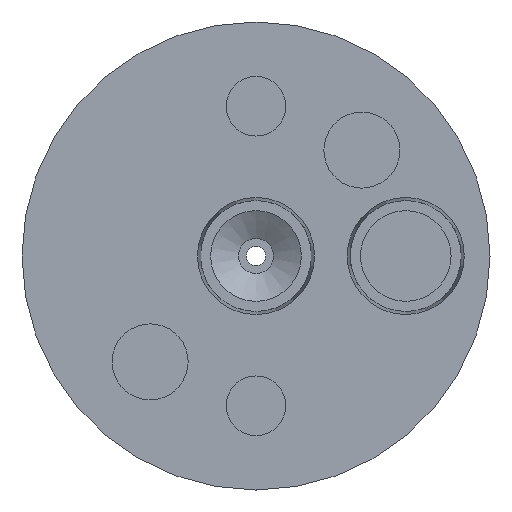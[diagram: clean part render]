
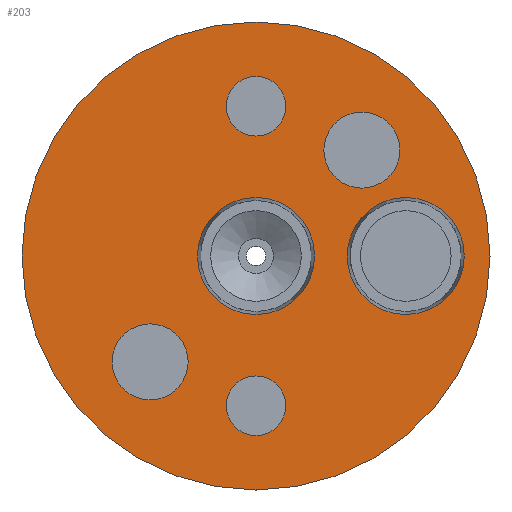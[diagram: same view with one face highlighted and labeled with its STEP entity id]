
A CAD part, front view. The second image highlights one B-rep face of the part: STEP entity #203.
In plain terms, the highlighted planar face has unit normal (0, -1, 0).
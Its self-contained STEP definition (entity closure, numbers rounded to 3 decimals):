
#52 = DIRECTION ( 'NONE',  ( 0., 0., -1. ) ) ;
#60 = ORIENTED_EDGE ( 'NONE', *, *, #2164, .F. ) ;
#64 = AXIS2_PLACEMENT_3D ( 'NONE', #1095, #2172, #52 ) ;
#94 = CARTESIAN_POINT ( 'NONE',  ( 10.16, -12.7, 0. ) ) ;
#107 = DIRECTION ( 'NONE',  ( 0., 1., 0. ) ) ;
#119 = CARTESIAN_POINT ( 'NONE',  ( -7.184, -12.7, -7.184 ) ) ;
#130 = CARTESIAN_POINT ( 'NONE',  ( 0., -12.7, 10.16 ) ) ;
#131 = EDGE_LOOP ( 'NONE', ( #463 ) ) ;
#203 = ADVANCED_FACE ( 'NONE', ( #1321, #427, #283, #1344, #1546, #450, #1001 ), #1142, .T. ) ;
#223 = AXIS2_PLACEMENT_3D ( 'NONE', #119, #775, #1190 ) ;
#233 = CARTESIAN_POINT ( 'NONE',  ( 0., -12.7, -10.16 ) ) ;
#273 = DIRECTION ( 'NONE',  ( 0., 0., -1. ) ) ;
#283 = FACE_BOUND ( 'NONE', #1592, .T. ) ;
#307 = CARTESIAN_POINT ( 'NONE',  ( 7.184, -12.7, 7.184 ) ) ;
#333 = AXIS2_PLACEMENT_3D ( 'NONE', #307, #1730, #792 ) ;
#403 = CARTESIAN_POINT ( 'NONE',  ( 0., -12.7, 0. ) ) ;
#411 = EDGE_CURVE ( 'NONE', #1710, #1710, #1776, .T. ) ;
#427 = FACE_BOUND ( 'NONE', #861, .T. ) ;
#450 = FACE_BOUND ( 'NONE', #131, .T. ) ;
#463 = ORIENTED_EDGE ( 'NONE', *, *, #796, .F. ) ;
#480 = VERTEX_POINT ( 'NONE', #2263 ) ;
#498 = DIRECTION ( 'NONE',  ( 0., -1., 0. ) ) ;
#621 = CIRCLE ( 'NONE', #223, 2.58 ) ;
#652 = CARTESIAN_POINT ( 'NONE',  ( -7.184, -12.7, -9.764 ) ) ;
#718 = EDGE_CURVE ( 'NONE', #1697, #1697, #1309, .T. ) ;
#773 = AXIS2_PLACEMENT_3D ( 'NONE', #130, #498, #838 ) ;
#775 = DIRECTION ( 'NONE',  ( 0., -1., 0. ) ) ;
#792 = DIRECTION ( 'NONE',  ( 0., 0., -1. ) ) ;
#795 = DIRECTION ( 'NONE',  ( 0., 0., -1. ) ) ;
#796 = EDGE_CURVE ( 'NONE', #1336, #1336, #1911, .T. ) ;
#838 = DIRECTION ( 'NONE',  ( 0., 0., -1. ) ) ;
#857 = EDGE_LOOP ( 'NONE', ( #2278 ) ) ;
#861 = EDGE_LOOP ( 'NONE', ( #1762 ) ) ;
#980 = AXIS2_PLACEMENT_3D ( 'NONE', #403, #107, #1021 ) ;
#1001 = FACE_OUTER_BOUND ( 'NONE', #857, .T. ) ;
#1021 = DIRECTION ( 'NONE',  ( 0., 0., 1. ) ) ;
#1026 = CARTESIAN_POINT ( 'NONE',  ( -15.875, -12.7, 0. ) ) ;
#1045 = DIRECTION ( 'NONE',  ( 0., 0., -1. ) ) ;
#1095 = CARTESIAN_POINT ( 'NONE',  ( 0., -12.7, 0. ) ) ;
#1142 = PLANE ( 'NONE',  #1837 ) ;
#1146 = CARTESIAN_POINT ( 'NONE',  ( 10.16, -12.7, -3.969 ) ) ;
#1159 = EDGE_CURVE ( 'NONE', #1733, #1733, #1782, .T. ) ;
#1190 = DIRECTION ( 'NONE',  ( 0., 0., -1. ) ) ;
#1191 = AXIS2_PLACEMENT_3D ( 'NONE', #94, #1497, #795 ) ;
#1234 = DIRECTION ( 'NONE',  ( 0., -1., 0. ) ) ;
#1303 = ORIENTED_EDGE ( 'NONE', *, *, #1159, .F. ) ;
#1309 = CIRCLE ( 'NONE', #2209, 2.019 ) ;
#1311 = CARTESIAN_POINT ( 'NONE',  ( 0., -12.7, -12.179 ) ) ;
#1321 = FACE_BOUND ( 'NONE', #2061, .T. ) ;
#1336 = VERTEX_POINT ( 'NONE', #1146 ) ;
#1344 = FACE_BOUND ( 'NONE', #2015, .T. ) ;
#1386 = VERTEX_POINT ( 'NONE', #652 ) ;
#1497 = DIRECTION ( 'NONE',  ( 0., -1., 0. ) ) ;
#1526 = CARTESIAN_POINT ( 'NONE',  ( 0., -12.7, -3.969 ) ) ;
#1546 = FACE_BOUND ( 'NONE', #2219, .T. ) ;
#1592 = EDGE_LOOP ( 'NONE', ( #60 ) ) ;
#1681 = ORIENTED_EDGE ( 'NONE', *, *, #411, .F. ) ;
#1697 = VERTEX_POINT ( 'NONE', #1311 ) ;
#1710 = VERTEX_POINT ( 'NONE', #1526 ) ;
#1716 = EDGE_CURVE ( 'NONE', #480, #480, #2292, .T. ) ;
#1730 = DIRECTION ( 'NONE',  ( 0., -1., 0. ) ) ;
#1733 = VERTEX_POINT ( 'NONE', #2032 ) ;
#1744 = VERTEX_POINT ( 'NONE', #2086 ) ;
#1762 = ORIENTED_EDGE ( 'NONE', *, *, #1806, .F. ) ;
#1776 = CIRCLE ( 'NONE', #64, 3.969 ) ;
#1782 = CIRCLE ( 'NONE', #333, 2.58 ) ;
#1806 = EDGE_CURVE ( 'NONE', #1386, #1386, #621, .T. ) ;
#1821 = CIRCLE ( 'NONE', #773, 2.019 ) ;
#1837 = AXIS2_PLACEMENT_3D ( 'NONE', #1026, #1234, #1045 ) ;
#1911 = CIRCLE ( 'NONE', #1191, 3.969 ) ;
#2015 = EDGE_LOOP ( 'NONE', ( #2104 ) ) ;
#2032 = CARTESIAN_POINT ( 'NONE',  ( 7.184, -12.7, 4.604 ) ) ;
#2061 = EDGE_LOOP ( 'NONE', ( #1303 ) ) ;
#2086 = CARTESIAN_POINT ( 'NONE',  ( 0., -12.7, 8.141 ) ) ;
#2104 = ORIENTED_EDGE ( 'NONE', *, *, #718, .F. ) ;
#2164 = EDGE_CURVE ( 'NONE', #1744, #1744, #1821, .T. ) ;
#2172 = DIRECTION ( 'NONE',  ( 0., -1., 0. ) ) ;
#2209 = AXIS2_PLACEMENT_3D ( 'NONE', #233, #2235, #273 ) ;
#2219 = EDGE_LOOP ( 'NONE', ( #1681 ) ) ;
#2235 = DIRECTION ( 'NONE',  ( 0., -1., 0. ) ) ;
#2263 = CARTESIAN_POINT ( 'NONE',  ( 0., -12.7, 15.875 ) ) ;
#2278 = ORIENTED_EDGE ( 'NONE', *, *, #1716, .F. ) ;
#2292 = CIRCLE ( 'NONE', #980, 15.875 ) ;
